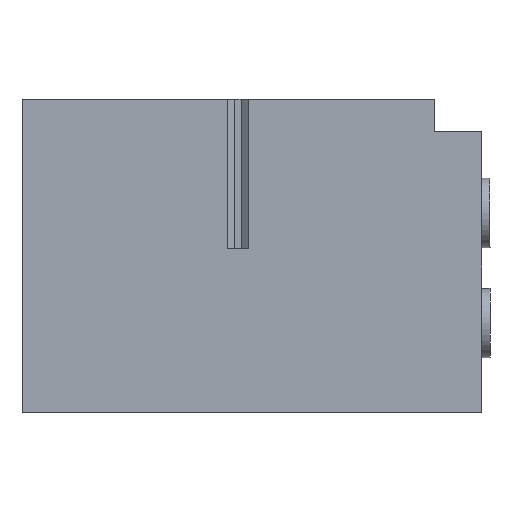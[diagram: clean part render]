
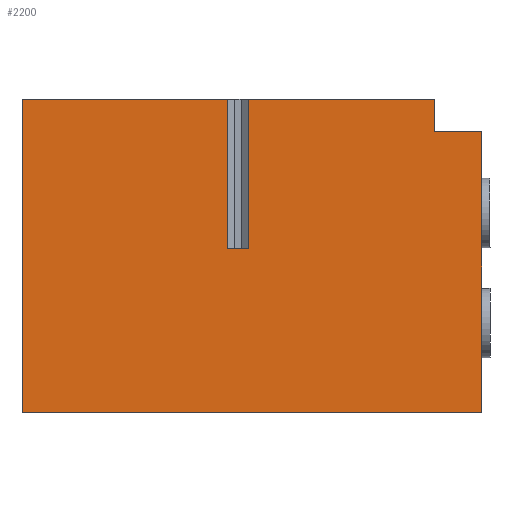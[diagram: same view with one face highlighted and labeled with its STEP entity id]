
A CAD part, top view. The second image highlights one B-rep face of the part: STEP entity #2200.
In plain terms, the highlighted planar face has unit normal (0, 0, 1).
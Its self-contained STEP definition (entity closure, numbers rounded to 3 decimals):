
#56=LINE('',#3156,#319);
#74=LINE('',#3210,#337);
#78=LINE('',#3218,#341);
#84=LINE('',#3230,#347);
#96=LINE('',#3252,#359);
#97=LINE('',#3254,#360);
#98=LINE('',#3257,#361);
#99=LINE('',#3258,#362);
#100=LINE('',#3259,#363);
#101=LINE('',#3260,#364);
#319=VECTOR('',#2523,1000.);
#337=VECTOR('',#2561,1000.);
#341=VECTOR('',#2565,1000.);
#347=VECTOR('',#2575,1000.);
#359=VECTOR('',#2595,1000.);
#360=VECTOR('',#2598,1000.);
#361=VECTOR('',#2599,1000.);
#362=VECTOR('',#2600,1000.);
#363=VECTOR('',#2601,1000.);
#364=VECTOR('',#2602,1000.);
#651=ORIENTED_EDGE('',*,*,#1285,.F.);
#652=ORIENTED_EDGE('',*,*,#1286,.T.);
#653=ORIENTED_EDGE('',*,*,#1266,.F.);
#654=ORIENTED_EDGE('',*,*,#1284,.T.);
#655=ORIENTED_EDGE('',*,*,#1236,.T.);
#656=ORIENTED_EDGE('',*,*,#1287,.F.);
#657=ORIENTED_EDGE('',*,*,#1272,.F.);
#658=ORIENTED_EDGE('',*,*,#1288,.F.);
#659=ORIENTED_EDGE('',*,*,#1262,.F.);
#660=ORIENTED_EDGE('',*,*,#1289,.F.);
#1236=EDGE_CURVE('',#1557,#1561,#56,.T.);
#1262=EDGE_CURVE('',#1587,#1588,#74,.T.);
#1266=EDGE_CURVE('',#1591,#1585,#78,.T.);
#1272=EDGE_CURVE('',#1595,#1596,#84,.T.);
#1284=EDGE_CURVE('',#1591,#1557,#96,.T.);
#1285=EDGE_CURVE('',#1602,#1603,#97,.T.);
#1286=EDGE_CURVE('',#1602,#1585,#98,.T.);
#1287=EDGE_CURVE('',#1596,#1561,#99,.T.);
#1288=EDGE_CURVE('',#1588,#1595,#100,.T.);
#1289=EDGE_CURVE('',#1603,#1587,#101,.T.);
#1557=VERTEX_POINT('',#3147);
#1561=VERTEX_POINT('',#3155);
#1585=VERTEX_POINT('',#3205);
#1587=VERTEX_POINT('',#3209);
#1588=VERTEX_POINT('',#3211);
#1591=VERTEX_POINT('',#3217);
#1595=VERTEX_POINT('',#3229);
#1596=VERTEX_POINT('',#3231);
#1602=VERTEX_POINT('',#3255);
#1603=VERTEX_POINT('',#3256);
#1845=EDGE_LOOP('',(#651,#652,#653,#654,#655,#656,#657,#658,#659,#660));
#1980=FACE_BOUND('',#1845,.T.);
#2109=PLANE('',#2345);
#2200=ADVANCED_FACE('',(#1980),#2109,.F.);
#2345=AXIS2_PLACEMENT_3D('',#3253,#2596,#2597);
#2523=DIRECTION('',(1.,0.,0.));
#2561=DIRECTION('',(1.,0.,0.));
#2565=DIRECTION('',(1.,0.,0.));
#2575=DIRECTION('',(1.,0.,0.));
#2595=DIRECTION('',(0.,-1.,0.));
#2596=DIRECTION('',(0.,0.,-1.));
#2597=DIRECTION('',(-1.,0.,0.));
#2598=DIRECTION('',(1.,0.,0.));
#2599=DIRECTION('',(0.,1.,0.));
#2600=DIRECTION('',(0.,-1.,0.));
#2601=DIRECTION('',(0.,-1.,0.));
#2602=DIRECTION('',(0.,1.,0.));
#3147=CARTESIAN_POINT('',(-92.6,0.,0.));
#3155=CARTESIAN_POINT('',(0.,0.,0.));
#3156=CARTESIAN_POINT('',(-92.6,0.,0.));
#3205=CARTESIAN_POINT('',(-51.2,63.1,0.));
#3209=CARTESIAN_POINT('',(-47.,63.1,0.));
#3210=CARTESIAN_POINT('',(-92.6,63.1,0.));
#3211=CARTESIAN_POINT('',(-9.4,63.1,0.));
#3217=CARTESIAN_POINT('',(-92.6,63.1,0.));
#3218=CARTESIAN_POINT('',(-92.6,63.1,0.));
#3229=CARTESIAN_POINT('',(-9.4,56.6,0.));
#3230=CARTESIAN_POINT('',(-9.4,56.6,0.));
#3231=CARTESIAN_POINT('',(0.,56.6,0.));
#3252=CARTESIAN_POINT('',(-92.6,56.6,0.));
#3253=CARTESIAN_POINT('',(-92.6,56.6,0.));
#3254=CARTESIAN_POINT('',(-51.2,33.,0.));
#3255=CARTESIAN_POINT('',(-51.2,33.,0.));
#3256=CARTESIAN_POINT('',(-47.,33.,0.));
#3257=CARTESIAN_POINT('',(-51.2,33.,0.));
#3258=CARTESIAN_POINT('',(0.,56.6,0.));
#3259=CARTESIAN_POINT('',(-9.4,63.1,0.));
#3260=CARTESIAN_POINT('',(-47.,33.,0.));
